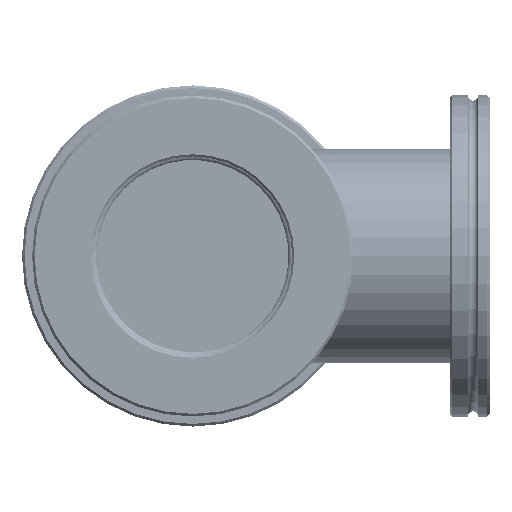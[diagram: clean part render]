
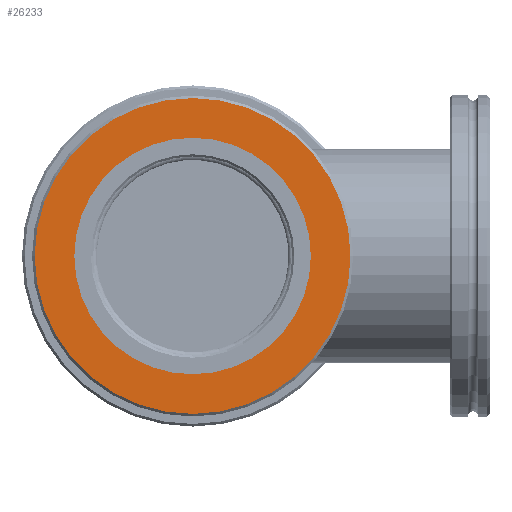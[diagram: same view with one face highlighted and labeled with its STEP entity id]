
A CAD part, front view. The second image highlights one B-rep face of the part: STEP entity #26233.
In plain terms, the highlighted planar face has unit normal (0, -1, 0).
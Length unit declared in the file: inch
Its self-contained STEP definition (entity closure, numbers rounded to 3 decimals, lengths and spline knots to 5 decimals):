
#3853 = DIRECTION ( 'NONE',  ( 1., 0., 0. ) ) ;
#4718 = VERTEX_POINT ( 'NONE', #48662 ) ;
#6766 = DIRECTION ( 'NONE',  ( 0., -1., 0. ) ) ;
#7350 = EDGE_LOOP ( 'NONE', ( #27836, #27700 ) ) ;
#9461 = VERTEX_POINT ( 'NONE', #18489 ) ;
#9895 = DIRECTION ( 'NONE',  ( 0., -1., 0. ) ) ;
#11572 = EDGE_CURVE ( 'NONE', #9461, #32151, #46252, .T. ) ;
#14929 = DIRECTION ( 'NONE',  ( 1., 0., 0. ) ) ;
#15421 = CIRCLE ( 'NONE', #57774, 1.378 ) ;
#17682 = PLANE ( 'NONE',  #48928 ) ;
#18118 = AXIS2_PLACEMENT_3D ( 'NONE', #27300, #46061, #3853 ) ;
#18489 = CARTESIAN_POINT ( 'NONE',  ( -1.84, -0.25, 0. ) ) ;
#19585 = AXIS2_PLACEMENT_3D ( 'NONE', #52095, #9895, #28660 ) ;
#19733 = AXIS2_PLACEMENT_3D ( 'NONE', #48981, #6766, #25579 ) ;
#22661 = VERTEX_POINT ( 'NONE', #29833 ) ;
#22887 = CARTESIAN_POINT ( 'NONE',  ( 1.378, -0.25, 0. ) ) ;
#25579 = DIRECTION ( 'NONE',  ( 1., 0., 0. ) ) ;
#25826 = ORIENTED_EDGE ( 'NONE', *, *, #31195, .F. ) ;
#26233 = ADVANCED_FACE ( 'NONE', ( #26880, #59924 ), #17682, .T. ) ;
#26880 = FACE_OUTER_BOUND ( 'NONE', #7350, .T. ) ;
#27300 = CARTESIAN_POINT ( 'NONE',  ( 0., -0.25, 0. ) ) ;
#27643 = EDGE_LOOP ( 'NONE', ( #30107, #25826 ) ) ;
#27700 = ORIENTED_EDGE ( 'NONE', *, *, #55841, .T. ) ;
#27836 = ORIENTED_EDGE ( 'NONE', *, *, #11572, .T. ) ;
#28660 = DIRECTION ( 'NONE',  ( 1., 0., 0. ) ) ;
#29833 = CARTESIAN_POINT ( 'NONE',  ( -1.378, -0.25, 0. ) ) ;
#30107 = ORIENTED_EDGE ( 'NONE', *, *, #32589, .F. ) ;
#31195 = EDGE_CURVE ( 'NONE', #22661, #4718, #44630, .T. ) ;
#32151 = VERTEX_POINT ( 'NONE', #37796 ) ;
#32589 = EDGE_CURVE ( 'NONE', #4718, #22661, #15421, .T. ) ;
#37796 = CARTESIAN_POINT ( 'NONE',  ( 1.84, -0.25, 0. ) ) ;
#38255 = CARTESIAN_POINT ( 'NONE',  ( 0., -0.25, 0. ) ) ;
#41621 = DIRECTION ( 'NONE',  ( 0., -1., 0. ) ) ;
#44630 = CIRCLE ( 'NONE', #18118, 1.378 ) ;
#46061 = DIRECTION ( 'NONE',  ( 0., -1., 0. ) ) ;
#46102 = CIRCLE ( 'NONE', #19585, 1.84 ) ;
#46252 = CIRCLE ( 'NONE', #19733, 1.84 ) ;
#48662 = CARTESIAN_POINT ( 'NONE',  ( 1.378, -0.25, 0. ) ) ;
#48928 = AXIS2_PLACEMENT_3D ( 'NONE', #22887, #41621, #60524 ) ;
#48981 = CARTESIAN_POINT ( 'NONE',  ( 0., -0.25, 0. ) ) ;
#52095 = CARTESIAN_POINT ( 'NONE',  ( 0., -0.25, 0. ) ) ;
#55841 = EDGE_CURVE ( 'NONE', #32151, #9461, #46102, .T. ) ;
#57169 = DIRECTION ( 'NONE',  ( 0., -1., 0. ) ) ;
#57774 = AXIS2_PLACEMENT_3D ( 'NONE', #38255, #57169, #14929 ) ;
#59924 = FACE_BOUND ( 'NONE', #27643, .T. ) ;
#60524 = DIRECTION ( 'NONE',  ( 1., 0., 0. ) ) ;
